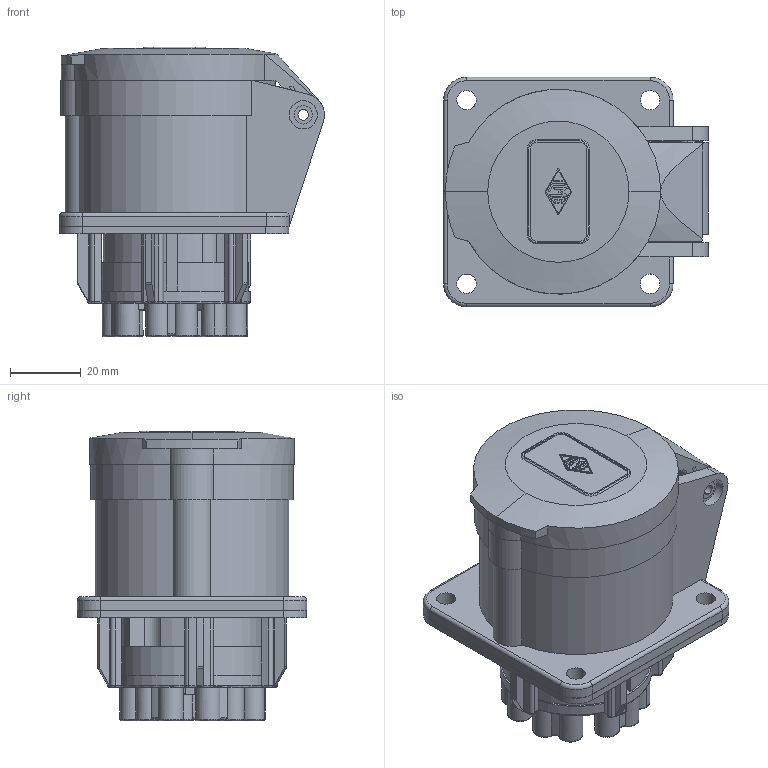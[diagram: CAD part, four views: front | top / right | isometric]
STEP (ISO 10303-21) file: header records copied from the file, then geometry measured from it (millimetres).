
FILE_DESCRIPTION(('Creo Elements/Direct Modeling STEP Export'),'2;1');
FILE_NAME('37jbk2e5d2o99fq1488','2021-10-05T16:37:11',(''),(''),'Creo Elements/Direct Modeling STEP processor for AP214 (Solid Model)','Creo Elements/Direct Modeling 20.1B 02-Apr-2019 (C) Parametric Technology GmbH','');
FILE_SCHEMA(('AUTOMOTIVE_DESIGN { 1 0 10303 214 1 1 1 1 }'));
Length unit declared in the file: millimetre
Products named in the file (3): CEE_1664_PQ; COVER_CEE_16x4; PE_1664_PQ
Assembly tree (2 placements, depth 2):
  PE_1664_PQ
    COVER_CEE_16x4
    CEE_1664_PQ
Bounding box: 75 x 65 x 82.1 mm (x, y, z)
Volume: 119316.4 mm3; surface area: 59584.4 mm2
Topology: 2 solids, 2 shells, 714 faces, 1949 edges, 1270 vertices
Faces by surface type: plane 389, cylinder 226, torus 72, cone 27
Entity records: 30327 total; most frequent: CARTESIAN_POINT 6938, ORIENTED_EDGE 3898, DIRECTION 3448, EDGE_CURVE 1949, VERTEX_POINT 1270, AXIS2_PLACEMENT_3D 1160, VECTOR 1128, LINE 1128
